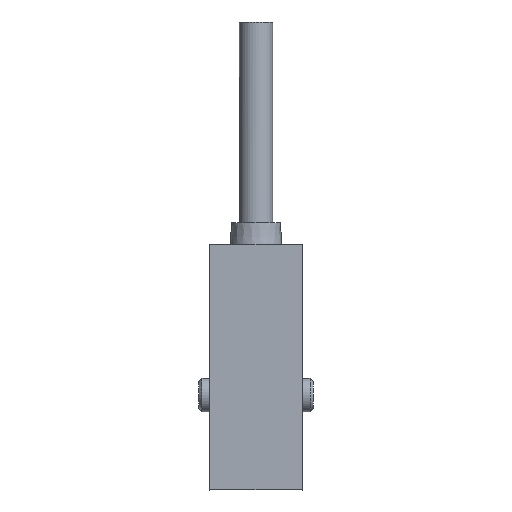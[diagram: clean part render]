
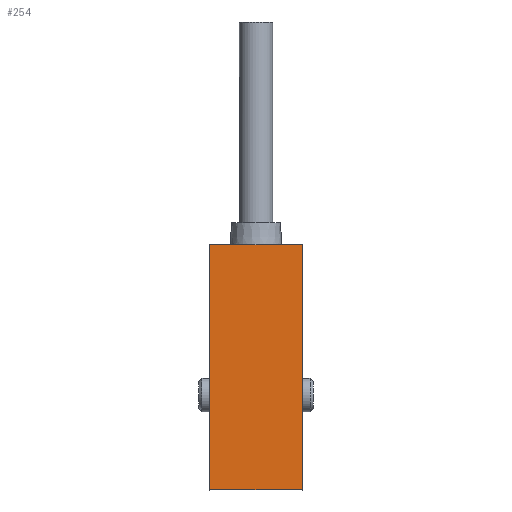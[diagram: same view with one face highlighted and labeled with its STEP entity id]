
A CAD part, front view. The second image highlights one B-rep face of the part: STEP entity #254.
In plain terms, the highlighted planar face has unit normal (0.018, -1, 0).
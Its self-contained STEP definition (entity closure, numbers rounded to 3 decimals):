
#89=FACE_OUTER_BOUND('',#738,.T.);
#254=ADVANCED_FACE('',(#89),#448,.T.);
#448=PLANE('',#3500);
#738=EDGE_LOOP('',(#996,#997,#998,#999));
#996=ORIENTED_EDGE('',*,*,#2236,.T.);
#997=ORIENTED_EDGE('',*,*,#2237,.F.);
#998=ORIENTED_EDGE('',*,*,#2214,.T.);
#999=ORIENTED_EDGE('',*,*,#2238,.T.);
#1896=VERTEX_POINT('',#4635);
#1898=VERTEX_POINT('',#4639);
#1920=VERTEX_POINT('',#4687);
#1921=VERTEX_POINT('',#4688);
#2214=EDGE_CURVE('',#1896,#1898,#2676,.T.);
#2236=EDGE_CURVE('',#1920,#1921,#2695,.T.);
#2237=EDGE_CURVE('',#1896,#1921,#2696,.T.);
#2238=EDGE_CURVE('',#1898,#1920,#2697,.T.);
#2676=LINE('',#4640,#3086);
#2695=LINE('',#4686,#3105);
#2696=LINE('',#4689,#3106);
#2697=LINE('',#4690,#3107);
#3086=VECTOR('',#3741,1.);
#3105=VECTOR('',#3772,1.);
#3106=VECTOR('',#3773,1.);
#3107=VECTOR('',#3774,1.);
#3500=AXIS2_PLACEMENT_3D('',#4691,#3775,#3776);
#3741=DIRECTION('',(-1.,-0.017,0.));
#3772=DIRECTION('',(1.,0.017,0.));
#3773=DIRECTION('',(0.,0.,-1.));
#3774=DIRECTION('',(0.,0.,-1.));
#3775=DIRECTION('',(0.017,-1.,0.));
#3776=DIRECTION('',(1.,0.017,0.));
#4635=CARTESIAN_POINT('',(4.15,-51.27,4.957));
#4639=CARTESIAN_POINT('',(-4.15,-51.415,4.957));
#4640=CARTESIAN_POINT('',(4.245,-51.268,4.957));
#4686=CARTESIAN_POINT('',(-4.149,-51.414,-17.057));
#4687=CARTESIAN_POINT('',(-4.15,-51.415,-17.057));
#4688=CARTESIAN_POINT('',(4.15,-51.27,-17.054));
#4689=CARTESIAN_POINT('',(4.15,-51.27,-6.05));
#4690=CARTESIAN_POINT('',(-4.15,-51.415,-12.324));
#4691=CARTESIAN_POINT('',(-4.15,-51.415,-12.324));
